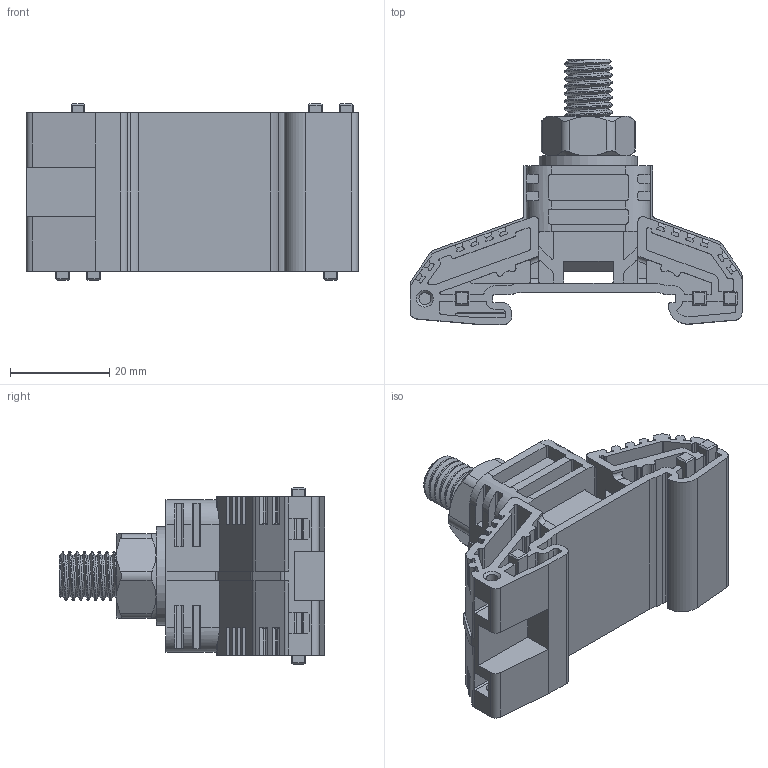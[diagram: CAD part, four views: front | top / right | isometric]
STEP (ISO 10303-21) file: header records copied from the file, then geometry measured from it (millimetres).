
FILE_DESCRIPTION(('FreeCAD Model'),'2;1');
FILE_NAME('17003_HSK_120_M10_B.stp','2018-09-10T13:13:58',('Author'),(''), 'Open CASCADE STEP processor 7.2','FreeCAD','Unknown');
FILE_SCHEMA(('AUTOMOTIVE_DESIGN { 1 0 10303 214 1 1 1 1 }'));
Length unit declared in the file: millimetre
Products named in the file (3): 17003_HSK_120_M10_B; m10x22_ero; COMPOUND
Assembly tree (2 placements, depth 2):
  17003_HSK_120_M10_B
    m10x22_ero
    COMPOUND
Bounding box: 67 x 53.5 x 35.6 mm (x, y, z)
Volume: 32857.6 mm3; surface area: 23919.5 mm2
Topology: 4 solids, 4 shells, 990 faces, 8361 edges, 23809 vertices
Faces by surface type: plane 590, cylinder 373, cone 19, bspline 6, torus 2
Full cylindrical faces by diameter (mm): 2.4 x2, 9.838 x24, 10 x1, 10.5 x1, 15 x1, 19.8 x1
Entity records: 208209 total; most frequent: CARTESIAN_POINT 107587, DIRECTION 16907, LINE 10313, VECTOR 10313, ORIENTED_EDGE 5754, PCURVE 5754, DEFINITIONAL_REPRESENTATION 5754, GEOMETRIC_CURVE_SET 5485
